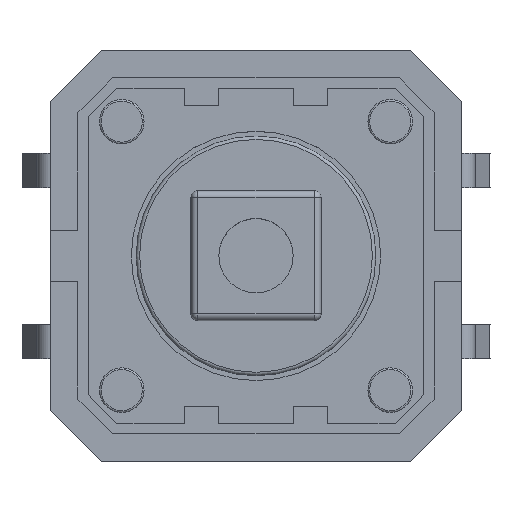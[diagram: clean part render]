
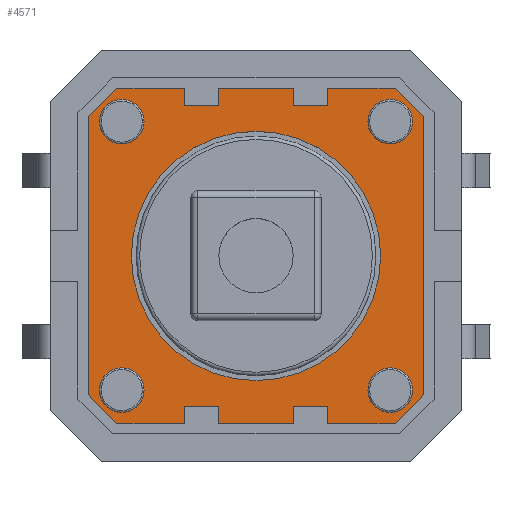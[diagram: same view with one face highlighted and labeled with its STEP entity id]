
A CAD part, top view. The second image highlights one B-rep face of the part: STEP entity #4571.
In plain terms, the highlighted planar face has unit normal (0, 0, 1).
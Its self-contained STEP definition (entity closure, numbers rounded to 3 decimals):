
#2989 = VERTEX_POINT('',#2990);
#2990 = CARTESIAN_POINT('',(11.15,-6.56,3.3));
#2996 = EDGE_CURVE('',#2989,#2997,#2999,.T.);
#2997 = VERTEX_POINT('',#2998);
#2998 = CARTESIAN_POINT('',(11.15,1.56,3.3));
#2999 = LINE('',#3000,#3001);
#3000 = CARTESIAN_POINT('',(11.15,-7.4,3.3));
#3001 = VECTOR('',#3002,1.);
#3002 = DIRECTION('',(0.,1.,0.));
#3020 = EDGE_CURVE('',#2997,#3021,#3023,.T.);
#3021 = VERTEX_POINT('',#3022);
#3022 = CARTESIAN_POINT('',(10.31,2.4,3.3));
#3023 = LINE('',#3024,#3025);
#3024 = CARTESIAN_POINT('',(10.73,1.98,3.3));
#3025 = VECTOR('',#3026,1.);
#3026 = DIRECTION('',(-0.707,0.707,0.));
#3044 = EDGE_CURVE('',#3021,#3045,#3047,.T.);
#3045 = VERTEX_POINT('',#3046);
#3046 = CARTESIAN_POINT('',(8.35,2.4,3.3));
#3047 = LINE('',#3048,#3049);
#3048 = CARTESIAN_POINT('',(11.15,2.4,3.3));
#3049 = VECTOR('',#3050,1.);
#3050 = DIRECTION('',(-1.,0.,0.));
#3069 = VERTEX_POINT('',#3070);
#3070 = CARTESIAN_POINT('',(8.35,1.9,3.3));
#3076 = EDGE_CURVE('',#3069,#3045,#3077,.T.);
#3077 = LINE('',#3078,#3079);
#3078 = CARTESIAN_POINT('',(8.35,1.9,3.3));
#3079 = VECTOR('',#3080,1.);
#3080 = DIRECTION('',(0.,1.,0.));
#3091 = VERTEX_POINT('',#3092);
#3092 = CARTESIAN_POINT('',(7.35,1.9,3.3));
#3100 = EDGE_CURVE('',#3091,#3069,#3101,.T.);
#3101 = LINE('',#3102,#3103);
#3102 = CARTESIAN_POINT('',(7.35,1.9,3.3));
#3103 = VECTOR('',#3104,1.);
#3104 = DIRECTION('',(1.,0.,0.));
#3115 = VERTEX_POINT('',#3116);
#3116 = CARTESIAN_POINT('',(7.35,2.4,3.3));
#3124 = EDGE_CURVE('',#3091,#3115,#3125,.T.);
#3125 = LINE('',#3126,#3127);
#3126 = CARTESIAN_POINT('',(7.35,1.9,3.3));
#3127 = VECTOR('',#3128,1.);
#3128 = DIRECTION('',(0.,1.,0.));
#3140 = EDGE_CURVE('',#3115,#3141,#3143,.T.);
#3141 = VERTEX_POINT('',#3142);
#3142 = CARTESIAN_POINT('',(5.15,2.4,3.3));
#3143 = LINE('',#3144,#3145);
#3144 = CARTESIAN_POINT('',(11.15,2.4,3.3));
#3145 = VECTOR('',#3146,1.);
#3146 = DIRECTION('',(-1.,0.,0.));
#3165 = VERTEX_POINT('',#3166);
#3166 = CARTESIAN_POINT('',(5.15,1.9,3.3));
#3172 = EDGE_CURVE('',#3165,#3141,#3173,.T.);
#3173 = LINE('',#3174,#3175);
#3174 = CARTESIAN_POINT('',(5.15,1.9,3.3));
#3175 = VECTOR('',#3176,1.);
#3176 = DIRECTION('',(0.,1.,0.));
#3189 = VERTEX_POINT('',#3190);
#3190 = CARTESIAN_POINT('',(4.15,1.9,3.3));
#3196 = EDGE_CURVE('',#3165,#3189,#3197,.T.);
#3197 = LINE('',#3198,#3199);
#3198 = CARTESIAN_POINT('',(5.15,1.9,3.3));
#3199 = VECTOR('',#3200,1.);
#3200 = DIRECTION('',(-1.,0.,0.));
#3211 = VERTEX_POINT('',#3212);
#3212 = CARTESIAN_POINT('',(4.15,2.4,3.3));
#3220 = EDGE_CURVE('',#3189,#3211,#3221,.T.);
#3221 = LINE('',#3222,#3223);
#3222 = CARTESIAN_POINT('',(4.15,1.9,3.3));
#3223 = VECTOR('',#3224,1.);
#3224 = DIRECTION('',(0.,1.,0.));
#3236 = EDGE_CURVE('',#3211,#3237,#3239,.T.);
#3237 = VERTEX_POINT('',#3238);
#3238 = CARTESIAN_POINT('',(2.19,2.4,3.3));
#3239 = LINE('',#3240,#3241);
#3240 = CARTESIAN_POINT('',(11.15,2.4,3.3));
#3241 = VECTOR('',#3242,1.);
#3242 = DIRECTION('',(-1.,0.,0.));
#3260 = EDGE_CURVE('',#3237,#3261,#3263,.T.);
#3261 = VERTEX_POINT('',#3262);
#3262 = CARTESIAN_POINT('',(1.35,1.56,3.3));
#3263 = LINE('',#3264,#3265);
#3264 = CARTESIAN_POINT('',(1.77,1.98,3.3));
#3265 = VECTOR('',#3266,1.);
#3266 = DIRECTION('',(-0.707,-0.707,0.));
#3284 = EDGE_CURVE('',#3261,#3285,#3287,.T.);
#3285 = VERTEX_POINT('',#3286);
#3286 = CARTESIAN_POINT('',(1.35,-6.56,3.3));
#3287 = LINE('',#3288,#3289);
#3288 = CARTESIAN_POINT('',(1.35,2.4,3.3));
#3289 = VECTOR('',#3290,1.);
#3290 = DIRECTION('',(0.,-1.,0.));
#3308 = EDGE_CURVE('',#3285,#3309,#3311,.T.);
#3309 = VERTEX_POINT('',#3310);
#3310 = CARTESIAN_POINT('',(2.19,-7.4,3.3));
#3311 = LINE('',#3312,#3313);
#3312 = CARTESIAN_POINT('',(1.77,-6.98,3.3));
#3313 = VECTOR('',#3314,1.);
#3314 = DIRECTION('',(0.707,-0.707,0.));
#3332 = EDGE_CURVE('',#3309,#3333,#3335,.T.);
#3333 = VERTEX_POINT('',#3334);
#3334 = CARTESIAN_POINT('',(4.15,-7.4,3.3));
#3335 = LINE('',#3336,#3337);
#3336 = CARTESIAN_POINT('',(1.35,-7.4,3.3));
#3337 = VECTOR('',#3338,1.);
#3338 = DIRECTION('',(1.,0.,0.));
#3357 = VERTEX_POINT('',#3358);
#3358 = CARTESIAN_POINT('',(4.15,-6.9,3.3));
#3364 = EDGE_CURVE('',#3357,#3333,#3365,.T.);
#3365 = LINE('',#3366,#3367);
#3366 = CARTESIAN_POINT('',(4.15,-6.9,3.3));
#3367 = VECTOR('',#3368,1.);
#3368 = DIRECTION('',(0.,-1.,0.));
#3379 = VERTEX_POINT('',#3380);
#3380 = CARTESIAN_POINT('',(5.15,-6.9,3.3));
#3388 = EDGE_CURVE('',#3379,#3357,#3389,.T.);
#3389 = LINE('',#3390,#3391);
#3390 = CARTESIAN_POINT('',(5.15,-6.9,3.3));
#3391 = VECTOR('',#3392,1.);
#3392 = DIRECTION('',(-1.,0.,0.));
#3403 = VERTEX_POINT('',#3404);
#3404 = CARTESIAN_POINT('',(5.15,-7.4,3.3));
#3412 = EDGE_CURVE('',#3379,#3403,#3413,.T.);
#3413 = LINE('',#3414,#3415);
#3414 = CARTESIAN_POINT('',(5.15,-6.9,3.3));
#3415 = VECTOR('',#3416,1.);
#3416 = DIRECTION('',(0.,-1.,0.));
#3428 = EDGE_CURVE('',#3403,#3429,#3431,.T.);
#3429 = VERTEX_POINT('',#3430);
#3430 = CARTESIAN_POINT('',(7.35,-7.4,3.3));
#3431 = LINE('',#3432,#3433);
#3432 = CARTESIAN_POINT('',(1.35,-7.4,3.3));
#3433 = VECTOR('',#3434,1.);
#3434 = DIRECTION('',(1.,0.,0.));
#3453 = VERTEX_POINT('',#3454);
#3454 = CARTESIAN_POINT('',(7.35,-6.9,3.3));
#3460 = EDGE_CURVE('',#3453,#3429,#3461,.T.);
#3461 = LINE('',#3462,#3463);
#3462 = CARTESIAN_POINT('',(7.35,-6.9,3.3));
#3463 = VECTOR('',#3464,1.);
#3464 = DIRECTION('',(0.,-1.,0.));
#3477 = VERTEX_POINT('',#3478);
#3478 = CARTESIAN_POINT('',(8.35,-6.9,3.3));
#3484 = EDGE_CURVE('',#3453,#3477,#3485,.T.);
#3485 = LINE('',#3486,#3487);
#3486 = CARTESIAN_POINT('',(7.35,-6.9,3.3));
#3487 = VECTOR('',#3488,1.);
#3488 = DIRECTION('',(1.,0.,0.));
#3499 = VERTEX_POINT('',#3500);
#3500 = CARTESIAN_POINT('',(8.35,-7.4,3.3));
#3508 = EDGE_CURVE('',#3477,#3499,#3509,.T.);
#3509 = LINE('',#3510,#3511);
#3510 = CARTESIAN_POINT('',(8.35,-6.9,3.3));
#3511 = VECTOR('',#3512,1.);
#3512 = DIRECTION('',(0.,-1.,0.));
#3524 = EDGE_CURVE('',#3499,#3525,#3527,.T.);
#3525 = VERTEX_POINT('',#3526);
#3526 = CARTESIAN_POINT('',(10.31,-7.4,3.3));
#3527 = LINE('',#3528,#3529);
#3528 = CARTESIAN_POINT('',(1.35,-7.4,3.3));
#3529 = VECTOR('',#3530,1.);
#3530 = DIRECTION('',(1.,0.,0.));
#3548 = EDGE_CURVE('',#2989,#3525,#3549,.T.);
#3549 = LINE('',#3550,#3551);
#3550 = CARTESIAN_POINT('',(10.73,-6.98,3.3));
#3551 = VECTOR('',#3552,1.);
#3552 = DIRECTION('',(-0.707,-0.707,0.));
#4571 = ADVANCED_FACE('',(#4572,#4598,#4609,#4620,#4631,#4642),#4653,.T.
);
#4572 = FACE_BOUND('',#4573,.T.);
#4573 = EDGE_LOOP('',(#4574,#4575,#4576,#4577,#4578,#4579,#4580,#4581,
#4582,#4583,#4584,#4585,#4586,#4587,#4588,#4589,#4590,#4591,#4592,
#4593,#4594,#4595,#4596,#4597));
#4574 = ORIENTED_EDGE('',*,*,#3548,.F.);
#4575 = ORIENTED_EDGE('',*,*,#2996,.T.);
#4576 = ORIENTED_EDGE('',*,*,#3020,.T.);
#4577 = ORIENTED_EDGE('',*,*,#3044,.T.);
#4578 = ORIENTED_EDGE('',*,*,#3076,.F.);
#4579 = ORIENTED_EDGE('',*,*,#3100,.F.);
#4580 = ORIENTED_EDGE('',*,*,#3124,.T.);
#4581 = ORIENTED_EDGE('',*,*,#3140,.T.);
#4582 = ORIENTED_EDGE('',*,*,#3172,.F.);
#4583 = ORIENTED_EDGE('',*,*,#3196,.T.);
#4584 = ORIENTED_EDGE('',*,*,#3220,.T.);
#4585 = ORIENTED_EDGE('',*,*,#3236,.T.);
#4586 = ORIENTED_EDGE('',*,*,#3260,.T.);
#4587 = ORIENTED_EDGE('',*,*,#3284,.T.);
#4588 = ORIENTED_EDGE('',*,*,#3308,.T.);
#4589 = ORIENTED_EDGE('',*,*,#3332,.T.);
#4590 = ORIENTED_EDGE('',*,*,#3364,.F.);
#4591 = ORIENTED_EDGE('',*,*,#3388,.F.);
#4592 = ORIENTED_EDGE('',*,*,#3412,.T.);
#4593 = ORIENTED_EDGE('',*,*,#3428,.T.);
#4594 = ORIENTED_EDGE('',*,*,#3460,.F.);
#4595 = ORIENTED_EDGE('',*,*,#3484,.T.);
#4596 = ORIENTED_EDGE('',*,*,#3508,.T.);
#4597 = ORIENTED_EDGE('',*,*,#3524,.T.);
#4598 = FACE_BOUND('',#4599,.T.);
#4599 = EDGE_LOOP('',(#4600));
#4600 = ORIENTED_EDGE('',*,*,#4601,.T.);
#4601 = EDGE_CURVE('',#4602,#4602,#4604,.T.);
#4602 = VERTEX_POINT('',#4603);
#4603 = CARTESIAN_POINT('',(2.33,-7.07,3.3));
#4604 = CIRCLE('',#4605,0.65);
#4605 = AXIS2_PLACEMENT_3D('',#4606,#4607,#4608);
#4606 = CARTESIAN_POINT('',(2.33,-6.42,3.3));
#4607 = DIRECTION('',(0.,0.,-1.));
#4608 = DIRECTION('',(0.,-1.,0.));
#4609 = FACE_BOUND('',#4610,.T.);
#4610 = EDGE_LOOP('',(#4611));
#4611 = ORIENTED_EDGE('',*,*,#4612,.F.);
#4612 = EDGE_CURVE('',#4613,#4613,#4615,.T.);
#4613 = VERTEX_POINT('',#4614);
#4614 = CARTESIAN_POINT('',(6.25,1.14,3.3));
#4615 = CIRCLE('',#4616,3.64);
#4616 = AXIS2_PLACEMENT_3D('',#4617,#4618,#4619);
#4617 = CARTESIAN_POINT('',(6.25,-2.5,3.3));
#4618 = DIRECTION('',(0.,0.,1.));
#4619 = DIRECTION('',(0.,1.,0.));
#4620 = FACE_BOUND('',#4621,.T.);
#4621 = EDGE_LOOP('',(#4622));
#4622 = ORIENTED_EDGE('',*,*,#4623,.T.);
#4623 = EDGE_CURVE('',#4624,#4624,#4626,.T.);
#4624 = VERTEX_POINT('',#4625);
#4625 = CARTESIAN_POINT('',(10.17,-7.07,3.3));
#4626 = CIRCLE('',#4627,0.65);
#4627 = AXIS2_PLACEMENT_3D('',#4628,#4629,#4630);
#4628 = CARTESIAN_POINT('',(10.17,-6.42,3.3));
#4629 = DIRECTION('',(0.,0.,-1.));
#4630 = DIRECTION('',(0.,-1.,0.));
#4631 = FACE_BOUND('',#4632,.T.);
#4632 = EDGE_LOOP('',(#4633));
#4633 = ORIENTED_EDGE('',*,*,#4634,.T.);
#4634 = EDGE_CURVE('',#4635,#4635,#4637,.T.);
#4635 = VERTEX_POINT('',#4636);
#4636 = CARTESIAN_POINT('',(10.17,2.07,3.3));
#4637 = CIRCLE('',#4638,0.65);
#4638 = AXIS2_PLACEMENT_3D('',#4639,#4640,#4641);
#4639 = CARTESIAN_POINT('',(10.17,1.42,3.3));
#4640 = DIRECTION('',(0.,0.,-1.));
#4641 = DIRECTION('',(0.,1.,0.));
#4642 = FACE_BOUND('',#4643,.T.);
#4643 = EDGE_LOOP('',(#4644));
#4644 = ORIENTED_EDGE('',*,*,#4645,.T.);
#4645 = EDGE_CURVE('',#4646,#4646,#4648,.T.);
#4646 = VERTEX_POINT('',#4647);
#4647 = CARTESIAN_POINT('',(2.33,2.07,3.3));
#4648 = CIRCLE('',#4649,0.65);
#4649 = AXIS2_PLACEMENT_3D('',#4650,#4651,#4652);
#4650 = CARTESIAN_POINT('',(2.33,1.42,3.3));
#4651 = DIRECTION('',(0.,0.,-1.));
#4652 = DIRECTION('',(0.,1.,0.));
#4653 = PLANE('',#4654);
#4654 = AXIS2_PLACEMENT_3D('',#4655,#4656,#4657);
#4655 = CARTESIAN_POINT('',(6.25,-2.5,3.3));
#4656 = DIRECTION('',(0.,0.,1.));
#4657 = DIRECTION('',(0.,1.,0.));
